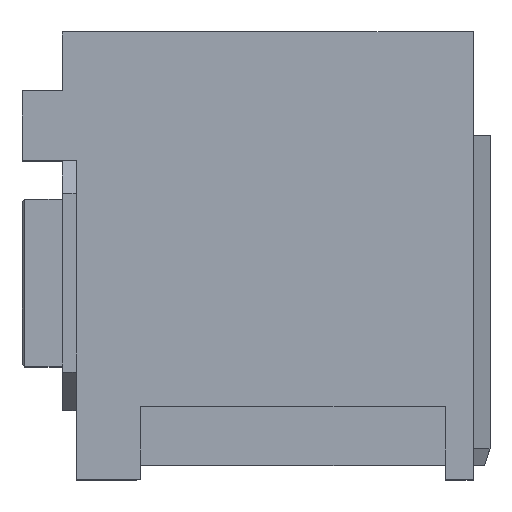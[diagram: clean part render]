
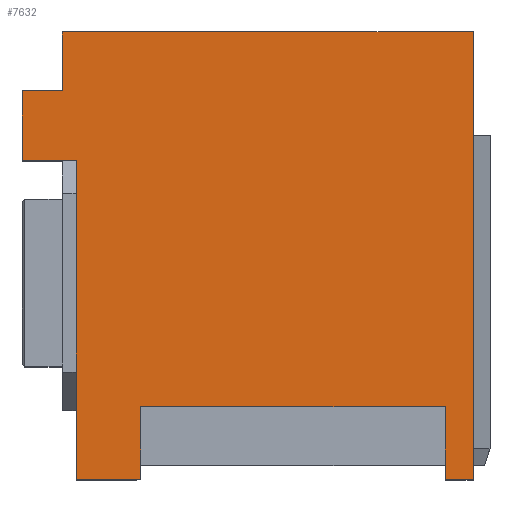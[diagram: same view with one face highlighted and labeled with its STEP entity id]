
A CAD part, top view. The second image highlights one B-rep face of the part: STEP entity #7632.
In plain terms, the highlighted planar face has unit normal (0, 0, 1).
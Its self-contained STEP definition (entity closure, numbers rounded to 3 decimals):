
#1518=ORIENTED_EDGE('',*,*,#3164,.F.);
#1519=ORIENTED_EDGE('',*,*,#3165,.F.);
#1520=ORIENTED_EDGE('',*,*,#3166,.T.);
#1521=ORIENTED_EDGE('',*,*,#3167,.T.);
#1522=ORIENTED_EDGE('',*,*,#3160,.F.);
#1523=ORIENTED_EDGE('',*,*,#3168,.F.);
#1524=ORIENTED_EDGE('',*,*,#3169,.T.);
#1525=ORIENTED_EDGE('',*,*,#3170,.F.);
#1526=ORIENTED_EDGE('',*,*,#3171,.F.);
#1527=ORIENTED_EDGE('',*,*,#3172,.T.);
#1528=ORIENTED_EDGE('',*,*,#3173,.T.);
#1529=ORIENTED_EDGE('',*,*,#3174,.T.);
#3160=EDGE_CURVE('',#4054,#4055,#4942,.T.);
#3164=EDGE_CURVE('',#4058,#4059,#4946,.T.);
#3165=EDGE_CURVE('',#4060,#4058,#4947,.T.);
#3166=EDGE_CURVE('',#4060,#4061,#4948,.T.);
#3167=EDGE_CURVE('',#4061,#4055,#4949,.T.);
#3168=EDGE_CURVE('',#4062,#4054,#4950,.T.);
#3169=EDGE_CURVE('',#4062,#4063,#4951,.T.);
#3170=EDGE_CURVE('',#4064,#4063,#4952,.T.);
#3171=EDGE_CURVE('',#4065,#4064,#4953,.T.);
#3172=EDGE_CURVE('',#4065,#4066,#4954,.T.);
#3173=EDGE_CURVE('',#4066,#4067,#4955,.T.);
#3174=EDGE_CURVE('',#4067,#4059,#4956,.T.);
#4054=VERTEX_POINT('',#11883);
#4055=VERTEX_POINT('',#11885);
#4058=VERTEX_POINT('',#11893);
#4059=VERTEX_POINT('',#11894);
#4060=VERTEX_POINT('',#11896);
#4061=VERTEX_POINT('',#11898);
#4062=VERTEX_POINT('',#11901);
#4063=VERTEX_POINT('',#11903);
#4064=VERTEX_POINT('',#11905);
#4065=VERTEX_POINT('',#11907);
#4066=VERTEX_POINT('',#11909);
#4067=VERTEX_POINT('',#11911);
#4942=LINE('',#11884,#5959);
#4946=LINE('',#11892,#5963);
#4947=LINE('',#11895,#5964);
#4948=LINE('',#11897,#5965);
#4949=LINE('',#11899,#5966);
#4950=LINE('',#11900,#5967);
#4951=LINE('',#11902,#5968);
#4952=LINE('',#11904,#5969);
#4953=LINE('',#11906,#5970);
#4954=LINE('',#11908,#5971);
#4955=LINE('',#11910,#5972);
#4956=LINE('',#11912,#5973);
#5959=VECTOR('',#9667,1000.);
#5963=VECTOR('',#9673,1000.);
#5964=VECTOR('',#9674,1000.);
#5965=VECTOR('',#9675,1000.);
#5966=VECTOR('',#9676,1000.);
#5967=VECTOR('',#9677,1000.);
#5968=VECTOR('',#9678,1000.);
#5969=VECTOR('',#9679,1000.);
#5970=VECTOR('',#9680,1000.);
#5971=VECTOR('',#9681,1000.);
#5972=VECTOR('',#9682,1000.);
#5973=VECTOR('',#9683,1000.);
#6503=EDGE_LOOP('',(#1518,#1519,#1520,#1521,#1522,#1523,#1524,#1525,#1526,
#1527,#1528,#1529));
#6900=FACE_BOUND('',#6503,.T.);
#7265=PLANE('',#8193);
#7632=ADVANCED_FACE('',(#6900),#7265,.T.);
#8193=AXIS2_PLACEMENT_3D('',#11891,#9671,#9672);
#9667=DIRECTION('',(0.,1.,0.));
#9671=DIRECTION('',(0.,0.,1.));
#9672=DIRECTION('',(0.,-1.,0.));
#9673=DIRECTION('',(0.,1.,0.));
#9674=DIRECTION('',(1.,0.,0.));
#9675=DIRECTION('',(0.,1.,0.));
#9676=DIRECTION('',(-1.,0.,0.));
#9677=DIRECTION('',(-1.,0.,0.));
#9678=DIRECTION('',(0.,1.,0.));
#9679=DIRECTION('',(-1.,0.,0.));
#9680=DIRECTION('',(0.,-1.,0.));
#9681=DIRECTION('',(-1.,0.,0.));
#9682=DIRECTION('',(0.,1.,0.));
#9683=DIRECTION('',(-1.,0.,0.));
#11883=CARTESIAN_POINT('',(-7.1,-8.,7.7));
#11884=CARTESIAN_POINT('',(-7.1,-8.,7.7));
#11885=CARTESIAN_POINT('',(-7.1,8.,7.7));
#11891=CARTESIAN_POINT('',(7.1,-8.,7.7));
#11892=CARTESIAN_POINT('',(4.8,7.5,7.7));
#11893=CARTESIAN_POINT('',(4.8,5.4,7.7));
#11894=CARTESIAN_POINT('',(4.8,8.,7.7));
#11895=CARTESIAN_POINT('',(-6.1,5.4,7.7));
#11896=CARTESIAN_POINT('',(-6.1,5.4,7.7));
#11897=CARTESIAN_POINT('',(-6.1,7.5,7.7));
#11898=CARTESIAN_POINT('',(-6.1,8.,7.7));
#11899=CARTESIAN_POINT('',(7.1,8.,7.7));
#11900=CARTESIAN_POINT('',(7.1,-8.,7.7));
#11901=CARTESIAN_POINT('',(7.6,-8.,7.7));
#11902=CARTESIAN_POINT('',(7.6,-8.,7.7));
#11903=CARTESIAN_POINT('',(7.6,-5.9,7.7));
#11904=CARTESIAN_POINT('',(9.04,-5.9,7.7));
#11905=CARTESIAN_POINT('',(9.04,-5.9,7.7));
#11906=CARTESIAN_POINT('',(9.04,-3.4,7.7));
#11907=CARTESIAN_POINT('',(9.04,-3.4,7.7));
#11908=CARTESIAN_POINT('',(9.04,-3.4,7.7));
#11909=CARTESIAN_POINT('',(7.1,-3.4,7.7));
#11910=CARTESIAN_POINT('',(7.1,-8.,7.7));
#11911=CARTESIAN_POINT('',(7.1,8.,7.7));
#11912=CARTESIAN_POINT('',(7.1,8.,7.7));
